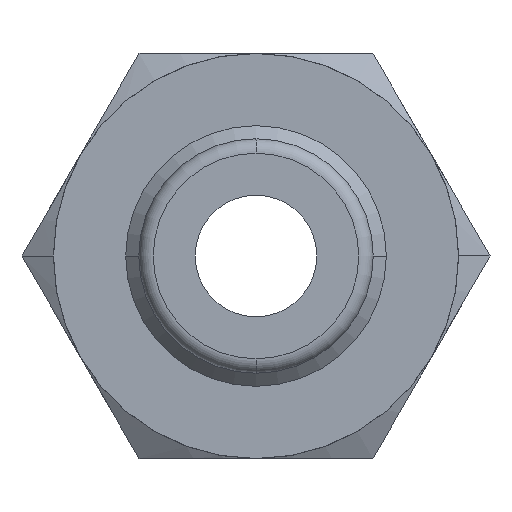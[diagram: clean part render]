
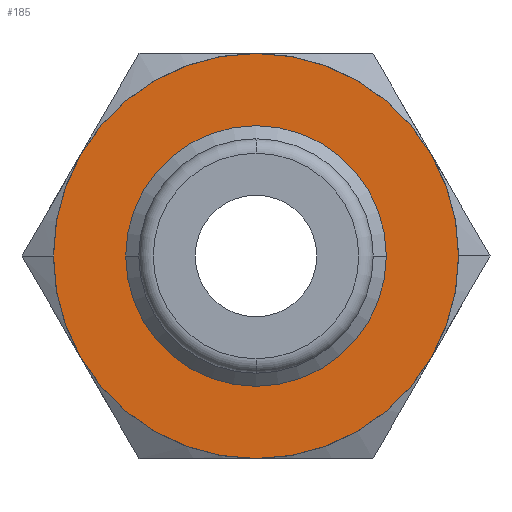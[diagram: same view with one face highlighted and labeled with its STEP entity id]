
A CAD part, front view. The second image highlights one B-rep face of the part: STEP entity #185.
In plain terms, the highlighted planar face has unit normal (0, -1, 0).
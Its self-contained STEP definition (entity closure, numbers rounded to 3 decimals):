
#185=ADVANCED_FACE('',(#380,#381),#382,.T.);
#380=FACE_OUTER_BOUND('',#587,.T.);
#381=FACE_BOUND('',#588,.T.);
#382=PLANE('',#589);
#587=EDGE_LOOP('',(#1043,#1044));
#588=EDGE_LOOP('',(#1045,#1046));
#589=AXIS2_PLACEMENT_3D('',#1047,#1048,#1049);
#1043=ORIENTED_EDGE('',*,*,#1281,.T.);
#1044=ORIENTED_EDGE('',*,*,#1410,.T.);
#1045=ORIENTED_EDGE('',*,*,#1415,.F.);
#1046=ORIENTED_EDGE('',*,*,#1401,.F.);
#1047=CARTESIAN_POINT('',(0.0,14.0,0.0));
#1048=DIRECTION('',(0.0,-1.0,0.0));
#1049=DIRECTION('',(-1.0,0.0,0.0));
#1281=EDGE_CURVE('',#1556,#1561,#1563,.T.);
#1401=EDGE_CURVE('',#1730,#1732,#1733,.T.);
#1410=EDGE_CURVE('',#1561,#1556,#1742,.T.);
#1415=EDGE_CURVE('',#1732,#1730,#1747,.T.);
#1556=VERTEX_POINT('',#2125);
#1561=VERTEX_POINT('',#2131);
#1563=CIRCLE('',#2134,6.995);
#1730=VERTEX_POINT('',#2518);
#1732=VERTEX_POINT('',#2521);
#1733=CIRCLE('',#2522,4.5);
#1742=CIRCLE('',#2533,6.995);
#1747=CIRCLE('',#2538,4.5);
#2125=CARTESIAN_POINT('',(6.995,14.0,0.0));
#2131=CARTESIAN_POINT('',(-6.995,14.0,0.));
#2134=AXIS2_PLACEMENT_3D('',#2678,#2679,#2680);
#2518=CARTESIAN_POINT('',(4.5,14.0,0.));
#2521=CARTESIAN_POINT('',(-4.5,14.0,0.));
#2522=AXIS2_PLACEMENT_3D('',#2832,#2833,#2834);
#2533=AXIS2_PLACEMENT_3D('',#2843,#2844,#2845);
#2538=AXIS2_PLACEMENT_3D('',#2852,#2853,#2854);
#2678=CARTESIAN_POINT('',(0.0,14.0,0.0));
#2679=DIRECTION('',(0.0,-1.0,0.0));
#2680=DIRECTION('',(1.0,0.0,0.0));
#2832=CARTESIAN_POINT('',(0.0,14.0,0.0));
#2833=DIRECTION('',(0.0,-1.0,0.0));
#2834=DIRECTION('',(1.0,0.0,0.0));
#2843=CARTESIAN_POINT('',(0.0,14.0,0.0));
#2844=DIRECTION('',(0.0,-1.0,0.0));
#2845=DIRECTION('',(1.0,0.0,0.0));
#2852=CARTESIAN_POINT('',(0.0,14.0,0.0));
#2853=DIRECTION('',(0.0,-1.0,0.0));
#2854=DIRECTION('',(1.0,0.0,0.0));
